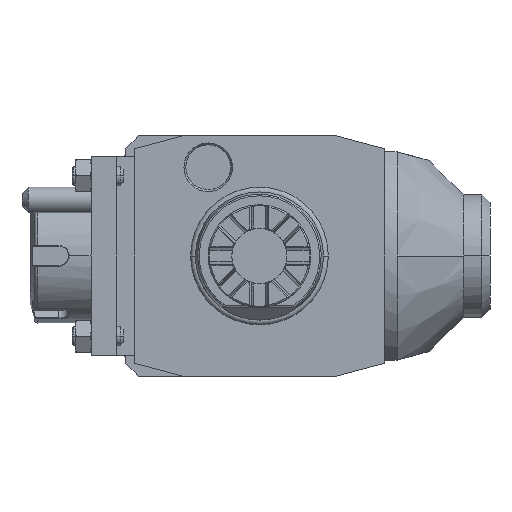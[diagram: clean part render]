
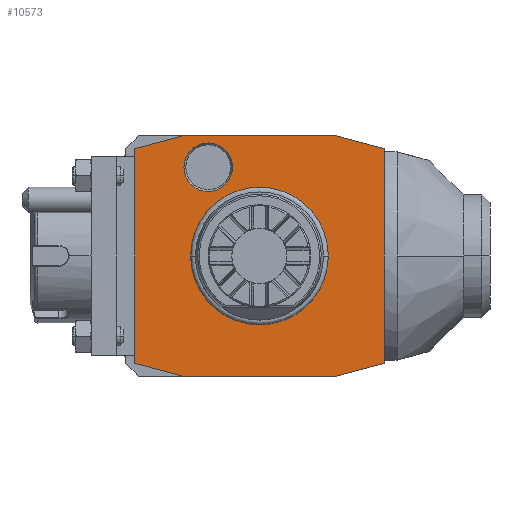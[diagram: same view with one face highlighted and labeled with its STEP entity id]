
A CAD part, front view. The second image highlights one B-rep face of the part: STEP entity #10573.
In plain terms, the highlighted planar face has unit normal (0, -1, 0).
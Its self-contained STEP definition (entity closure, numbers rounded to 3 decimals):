
#1=DIRECTION('',(-0.966,0.,0.259));
#2=VECTOR('',#1,15.529);
#3=CARTESIAN_POINT('',(39.,0.,33.481));
#4=LINE('',#3,#2);
#5=DIRECTION('',(0.,0.,1.));
#6=VECTOR('',#5,66.962);
#7=CARTESIAN_POINT('',(39.,0.,-33.481));
#8=LINE('',#7,#6);
#9=DIRECTION('',(0.966,0.,0.259));
#10=VECTOR('',#9,15.529);
#11=CARTESIAN_POINT('',(24.,0.,-37.5));
#12=LINE('',#11,#10);
#13=DIRECTION('',(1.,0.,0.));
#14=VECTOR('',#13,48.);
#15=CARTESIAN_POINT('',(-24.,0.,-37.5));
#16=LINE('',#15,#14);
#17=DIRECTION('',(0.966,0.,-0.259));
#18=VECTOR('',#17,15.529);
#19=CARTESIAN_POINT('',(-39.,0.,-33.481));
#20=LINE('',#19,#18);
#21=DIRECTION('',(0.,0.,-1.));
#22=VECTOR('',#21,66.962);
#23=CARTESIAN_POINT('',(-39.,0.,33.481));
#24=LINE('',#23,#22);
#25=DIRECTION('',(-0.966,0.,-0.259));
#26=VECTOR('',#25,15.529);
#27=CARTESIAN_POINT('',(-24.,0.,37.5));
#28=LINE('',#27,#26);
#29=DIRECTION('',(-1.,0.,0.));
#30=VECTOR('',#29,48.);
#31=CARTESIAN_POINT('',(24.,0.,37.5));
#32=LINE('',#31,#30);
#33=CARTESIAN_POINT('',(-16.,0.,27.713));
#34=DIRECTION('',(0.,1.,0.));
#35=DIRECTION('',(-1.,0.,0.));
#36=AXIS2_PLACEMENT_3D('',#33,#34,#35);
#38=CARTESIAN_POINT('',(-16.,0.,27.713));
#39=DIRECTION('',(0.,1.,0.));
#40=DIRECTION('',(1.,0.,0.));
#41=AXIS2_PLACEMENT_3D('',#38,#39,#40);
#6738=CARTESIAN_POINT('',(0.,0.,0.));
#6739=DIRECTION('',(0.,-1.,0.));
#6740=DIRECTION('',(1.,0.,0.));
#6741=AXIS2_PLACEMENT_3D('',#6738,#6739,#6740);
#6743=CARTESIAN_POINT('',(0.,0.,0.));
#6744=DIRECTION('',(0.,-1.,0.));
#6745=DIRECTION('',(-1.,0.,0.));
#6746=AXIS2_PLACEMENT_3D('',#6743,#6744,#6745);
#9420=CARTESIAN_POINT('',(-23.577,0.,
27.713));
#9421=CARTESIAN_POINT('',(-8.423,0.,
27.713));
#9422=VERTEX_POINT('',#9420);
#9423=VERTEX_POINT('',#9421);
#10259=CARTESIAN_POINT('',(39.,0.,33.481));
#10260=CARTESIAN_POINT('',(24.,0.,37.5));
#10261=VERTEX_POINT('',#10259);
#10262=VERTEX_POINT('',#10260);
#10263=CARTESIAN_POINT('',(-24.,0.,37.5));
#10264=VERTEX_POINT('',#10263);
#10265=CARTESIAN_POINT('',(-39.,0.,33.481));
#10266=VERTEX_POINT('',#10265);
#10267=CARTESIAN_POINT('',(-39.,0.,-33.481));
#10268=VERTEX_POINT('',#10267);
#10269=CARTESIAN_POINT('',(-24.,0.,-37.5));
#10270=VERTEX_POINT('',#10269);
#10271=CARTESIAN_POINT('',(24.,0.,-37.5));
#10272=VERTEX_POINT('',#10271);
#10273=CARTESIAN_POINT('',(39.,0.,-33.481));
#10274=VERTEX_POINT('',#10273);
#10406=CARTESIAN_POINT('',(21.137,0.,0.));
#10407=CARTESIAN_POINT('',(-21.137,0.,0.));
#10408=VERTEX_POINT('',#10406);
#10409=VERTEX_POINT('',#10407);
#10538=CARTESIAN_POINT('',(0.,0.,0.));
#10539=DIRECTION('',(0.,-1.,0.));
#10540=DIRECTION('',(-1.,0.,0.));
#10541=AXIS2_PLACEMENT_3D('',#10538,#10539,#10540);
#10542=PLANE('',#10541);
#10544=ORIENTED_EDGE('',*,*,#10543,.F.);
#10546=ORIENTED_EDGE('',*,*,#10545,.F.);
#10548=ORIENTED_EDGE('',*,*,#10547,.F.);
#10550=ORIENTED_EDGE('',*,*,#10549,.F.);
#10552=ORIENTED_EDGE('',*,*,#10551,.F.);
#10554=ORIENTED_EDGE('',*,*,#10553,.F.);
#10556=ORIENTED_EDGE('',*,*,#10555,.F.);
#10558=ORIENTED_EDGE('',*,*,#10557,.F.);
#10559=EDGE_LOOP('',(#10544,#10546,#10548,#10550,#10552,#10554,#10556,#10558));
#10560=FACE_OUTER_BOUND('',#10559,.F.);
#10562=ORIENTED_EDGE('',*,*,#10561,.T.);
#10564=ORIENTED_EDGE('',*,*,#10563,.T.);
#10565=EDGE_LOOP('',(#10562,#10564));
#10566=FACE_BOUND('',#10565,.F.);
#10568=ORIENTED_EDGE('',*,*,#10567,.F.);
#10570=ORIENTED_EDGE('',*,*,#10569,.F.);
#10571=EDGE_LOOP('',(#10568,#10570));
#10572=FACE_BOUND('',#10571,.F.);
#37=CIRCLE('',#36,7.577);
#42=CIRCLE('',#41,7.577);
#6742=CIRCLE('',#6741,21.137);
#6747=CIRCLE('',#6746,21.137);
#10543=EDGE_CURVE('',#10261,#10262,#4,.T.);
#10545=EDGE_CURVE('',#10274,#10261,#8,.T.);
#10547=EDGE_CURVE('',#10272,#10274,#12,.T.);
#10549=EDGE_CURVE('',#10270,#10272,#16,.T.);
#10551=EDGE_CURVE('',#10268,#10270,#20,.T.);
#10553=EDGE_CURVE('',#10266,#10268,#24,.T.);
#10555=EDGE_CURVE('',#10264,#10266,#28,.T.);
#10557=EDGE_CURVE('',#10262,#10264,#32,.T.);
#10561=EDGE_CURVE('',#10408,#10409,#6742,.T.);
#10563=EDGE_CURVE('',#10409,#10408,#6747,.T.);
#10567=EDGE_CURVE('',#9422,#9423,#37,.T.);
#10569=EDGE_CURVE('',#9423,#9422,#42,.T.);
#10573=ADVANCED_FACE('',(#10560,#10566,#10572),#10542,.T.);
